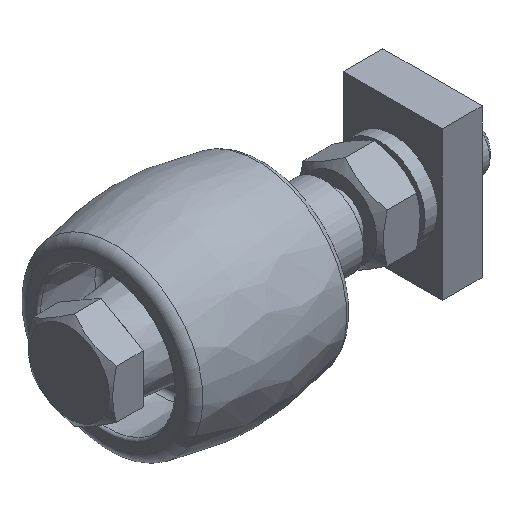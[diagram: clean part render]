
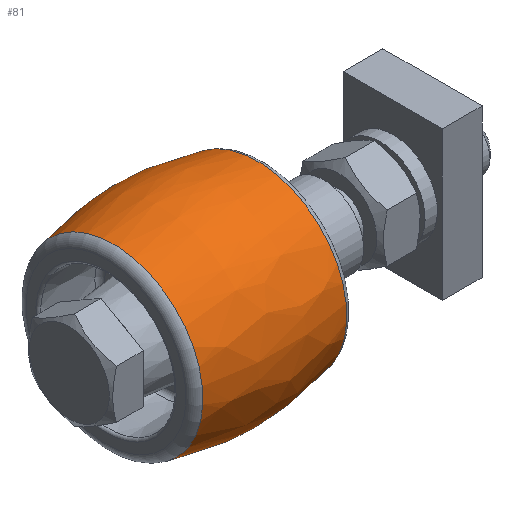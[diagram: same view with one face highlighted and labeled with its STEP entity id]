
A CAD part, isometric view. The second image highlights one B-rep face of the part: STEP entity #81.
In plain terms, the highlighted free-form (B-spline) face has degree [3, 3] with [7, 4] control points.
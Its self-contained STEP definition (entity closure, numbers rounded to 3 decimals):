
#81=ADVANCED_FACE('',(#342,#344),#346,.T.);
#342=FACE_OUTER_BOUND('',#343,.T.);
#343=EDGE_LOOP('',(#684));
#344=FACE_OUTER_BOUND('',#345,.T.);
#345=EDGE_LOOP('',(#685));
#346=(BOUNDED_SURFACE()B_SPLINE_SURFACE(3,3,(
(#347,#348,#349,#350),
(#351,#352,#353,#354),
(#355,#356,#357,#358),
(#359,#360,#361,#362),
(#363,#364,#365,#366),
(#367,#368,#369,#370),
(#371,#372,#373,#374)),
.UNSPECIFIED.,.T.,.F.,.F.)B_SPLINE_SURFACE_WITH_KNOTS((4,3,4),
(4,4),
(0.,3.142,6.283),
(-0.262,0.262),
.UNSPECIFIED.)GEOMETRIC_REPRESENTATION_ITEM()RATIONAL_B_SPLINE_SURFACE((
(1.,0.977,0.977,1.),
(0.333,0.326,0.326,0.333),
(0.333,0.326,0.326,0.333),
(1.,0.977,0.977,1.),
(0.333,0.326,0.326,0.333),
(0.333,0.326,0.326,0.333),
(1.,0.977,0.977,1.)))REPRESENTATION_ITEM('')SURFACE());
#347=CARTESIAN_POINT('',(-7.797,24.566,-34.228));
#348=CARTESIAN_POINT('',(1.769,27.115,-34.536));
#349=CARTESIAN_POINT('',(11.674,27.115,-34.536));
#350=CARTESIAN_POINT('',(21.24,24.566,-34.228));
#351=CARTESIAN_POINT('',(-7.797,28.902,1.682));
#352=CARTESIAN_POINT('',(1.769,32.067,6.473));
#353=CARTESIAN_POINT('',(11.674,32.067,6.473));
#354=CARTESIAN_POINT('',(21.24,28.902,1.682));
#355=CARTESIAN_POINT('',(-7.797,-7.008,6.018));
#356=CARTESIAN_POINT('',(1.769,-8.942,11.424));
#357=CARTESIAN_POINT('',(11.674,-8.942,11.424));
#358=CARTESIAN_POINT('',(21.24,-7.008,6.018));
#359=CARTESIAN_POINT('',(-7.797,-11.344,-29.892));
#360=CARTESIAN_POINT('',(1.769,-13.893,-29.584));
#361=CARTESIAN_POINT('',(11.674,-13.893,-29.584));
#362=CARTESIAN_POINT('',(21.24,-11.344,-29.892));
#363=CARTESIAN_POINT('',(-7.797,-15.68,-65.801));
#364=CARTESIAN_POINT('',(1.769,-18.845,-70.592));
#365=CARTESIAN_POINT('',(11.674,-18.845,-70.592));
#366=CARTESIAN_POINT('',(21.24,-15.68,-65.801));
#367=CARTESIAN_POINT('',(-7.797,20.23,-70.137));
#368=CARTESIAN_POINT('',(1.769,22.163,-75.544));
#369=CARTESIAN_POINT('',(11.674,22.163,-75.544));
#370=CARTESIAN_POINT('',(21.24,20.23,-70.137));
#371=CARTESIAN_POINT('',(-7.797,24.566,-34.228));
#372=CARTESIAN_POINT('',(1.769,27.115,-34.536));
#373=CARTESIAN_POINT('',(11.674,27.115,-34.536));
#374=CARTESIAN_POINT('',(21.24,24.566,-34.228));
#684=ORIENTED_EDGE('',*,*,#841,.F.);
#685=ORIENTED_EDGE('',*,*,#843,.T.);
#841=EDGE_CURVE('',#966,#966,#967,.T.);
#843=EDGE_CURVE('',#970,#970,#971,.T.);
#966=VERTEX_POINT('',#1688);
#967=CIRCLE('',#1689,18.085);
#970=VERTEX_POINT('',#1698);
#971=CIRCLE('',#1699,18.085);
#1688=CARTESIAN_POINT('',(21.24,24.566,-34.228));
#1689=AXIS2_PLACEMENT_3D('',#1690,#1691,#1692);
#1690=CARTESIAN_POINT('',(21.24,6.611,-32.06));
#1691=DIRECTION('',(1.,0.,0.));
#1692=DIRECTION('',(0.,0.993,-0.12));
#1698=CARTESIAN_POINT('',(-7.797,24.566,-34.228));
#1699=AXIS2_PLACEMENT_3D('',#1700,#1701,#1702);
#1700=CARTESIAN_POINT('',(-7.797,6.611,-32.06));
#1701=DIRECTION('',(1.,0.,0.));
#1702=DIRECTION('',(0.,0.993,-0.12));
